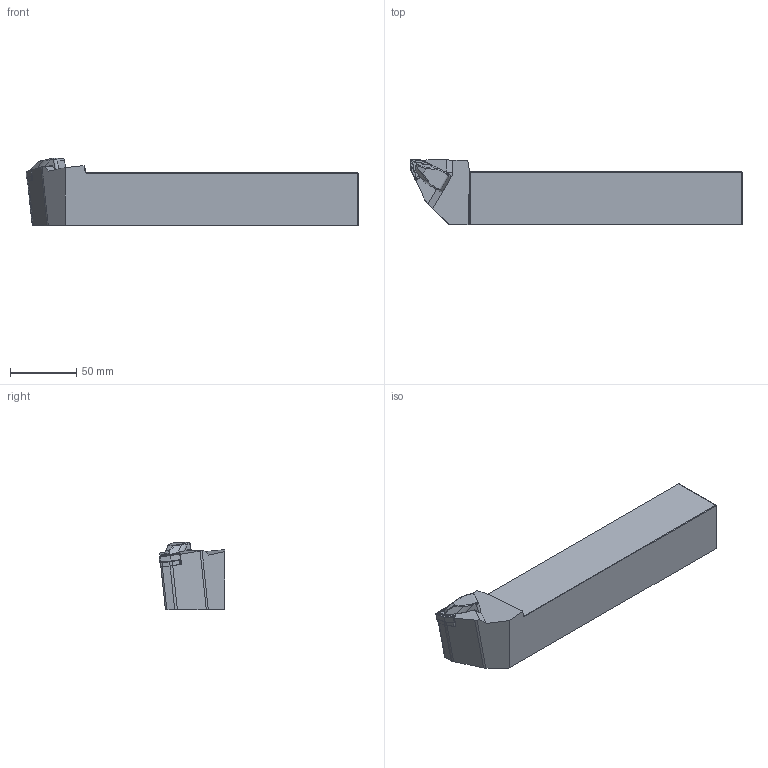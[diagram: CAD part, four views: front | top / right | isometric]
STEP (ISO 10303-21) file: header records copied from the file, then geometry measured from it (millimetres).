
FILE_DESCRIPTION(/* description */ (''),/* implementation_level */ '2;1');
FILE_NAME(/* name */ 'TWLNL-4040-S08.stp',/* time_stamp */ '2023-10-16T10:38:37+03:00',/* author */ (''),/* organization */ (''),/* preprocessor_version */ 'ST-DEVELOPER v19.4',/* originating_system */ 'SIEMENS PLM Software NX2306.3001',/* authorisation */ '');
FILE_SCHEMA (('AUTOMOTIVE_DESIGN { 1 0 10303 214 3 1 1 1 }'));
Length unit declared in the file: millimetre
Products named in the file (1): TWLNR-4040-S08
Bounding box: 249.93 x 49.42 x 50.88 mm (x, y, z)
Volume: 394454.9 mm3; surface area: 44078.4 mm2
Topology: 2 solids, 2 shells, 201 faces, 509 edges, 317 vertices
Faces by surface type: plane 101, cylinder 53, cone 23, bspline 20, torus 2, sphere 2
Full cylindrical faces by diameter (mm): 4.4 x1, 5.1 x1, 6.4 x1
Entity records: 6870 total; most frequent: CARTESIAN_POINT 1626, DIRECTION 1001, ORIENTED_EDGE 994, EDGE_CURVE 497, AXIS2_PLACEMENT_3D 352, VERTEX_POINT 315, LINE 297, VECTOR 297
